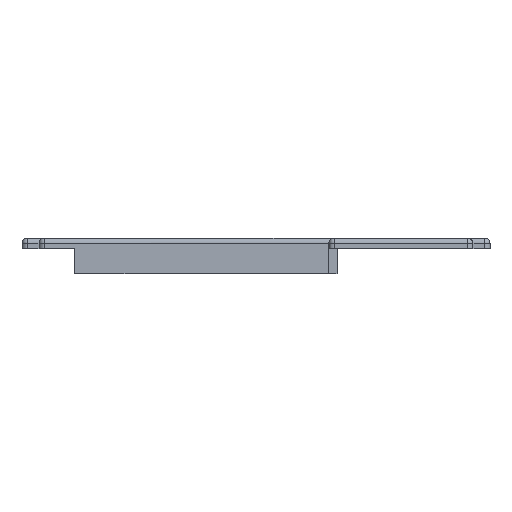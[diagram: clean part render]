
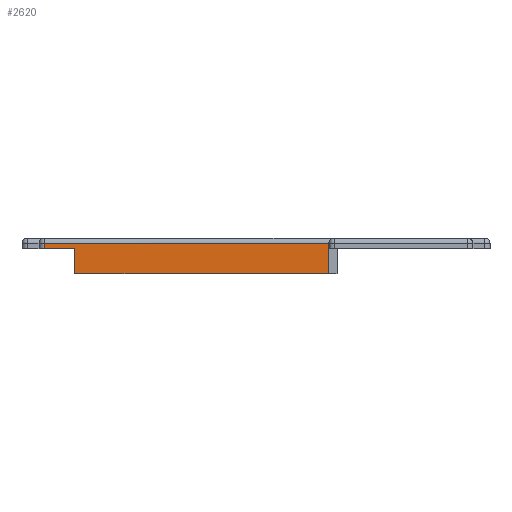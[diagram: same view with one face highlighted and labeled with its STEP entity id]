
A CAD part, left-side view. The second image highlights one B-rep face of the part: STEP entity #2620.
In plain terms, the highlighted planar face has unit normal (-1, 0, 0).
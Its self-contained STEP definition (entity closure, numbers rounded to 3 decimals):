
#81 = VERTEX_POINT('',#82);
#82 = CARTESIAN_POINT('',(181.877,63.421,13.));
#89 = EDGE_CURVE('',#81,#90,#92,.T.);
#90 = VERTEX_POINT('',#91);
#91 = CARTESIAN_POINT('',(181.877,63.421,14.5));
#92 = LINE('',#93,#94);
#93 = CARTESIAN_POINT('',(181.877,63.421,13.));
#94 = VECTOR('',#95,1.);
#95 = DIRECTION('',(0.,0.,1.));
#155 = EDGE_CURVE('',#156,#81,#158,.T.);
#156 = VERTEX_POINT('',#157);
#157 = CARTESIAN_POINT('',(181.877,54.921,13.));
#158 = LINE('',#159,#160);
#159 = CARTESIAN_POINT('',(181.877,-16.079,13.));
#160 = VECTOR('',#161,1.);
#161 = DIRECTION('',(0.,1.,0.));
#2620 = ADVANCED_FACE('',(#2621),#2655,.T.);
#2621 = FACE_BOUND('',#2622,.T.);
#2622 = EDGE_LOOP('',(#2623,#2624,#2625,#2633,#2641,#2649));
#2623 = ORIENTED_EDGE('',*,*,#89,.F.);
#2624 = ORIENTED_EDGE('',*,*,#155,.F.);
#2625 = ORIENTED_EDGE('',*,*,#2626,.T.);
#2626 = EDGE_CURVE('',#156,#2627,#2629,.T.);
#2627 = VERTEX_POINT('',#2628);
#2628 = CARTESIAN_POINT('',(181.877,54.921,6.));
#2629 = LINE('',#2630,#2631);
#2630 = CARTESIAN_POINT('',(181.877,54.921,13.));
#2631 = VECTOR('',#2632,1.);
#2632 = DIRECTION('',(-0.,-0.,-1.));
#2633 = ORIENTED_EDGE('',*,*,#2634,.F.);
#2634 = EDGE_CURVE('',#2635,#2627,#2637,.T.);
#2635 = VERTEX_POINT('',#2636);
#2636 = CARTESIAN_POINT('',(181.877,-16.079,6.));
#2637 = LINE('',#2638,#2639);
#2638 = CARTESIAN_POINT('',(181.877,-16.079,6.));
#2639 = VECTOR('',#2640,1.);
#2640 = DIRECTION('',(0.,1.,0.));
#2641 = ORIENTED_EDGE('',*,*,#2642,.F.);
#2642 = EDGE_CURVE('',#2643,#2635,#2645,.T.);
#2643 = VERTEX_POINT('',#2644);
#2644 = CARTESIAN_POINT('',(181.877,-16.079,14.5));
#2645 = LINE('',#2646,#2647);
#2646 = CARTESIAN_POINT('',(181.877,-16.079,13.));
#2647 = VECTOR('',#2648,1.);
#2648 = DIRECTION('',(-0.,-0.,-1.));
#2649 = ORIENTED_EDGE('',*,*,#2650,.T.);
#2650 = EDGE_CURVE('',#2643,#90,#2651,.T.);
#2651 = LINE('',#2652,#2653);
#2652 = CARTESIAN_POINT('',(181.877,-16.079,14.5));
#2653 = VECTOR('',#2654,1.);
#2654 = DIRECTION('',(0.,1.,0.));
#2655 = PLANE('',#2656);
#2656 = AXIS2_PLACEMENT_3D('',#2657,#2658,#2659);
#2657 = CARTESIAN_POINT('',(181.877,24.036,
    11.385));
#2658 = DIRECTION('',(-1.,-0.,-0.));
#2659 = DIRECTION('',(0.,0.,-1.));
